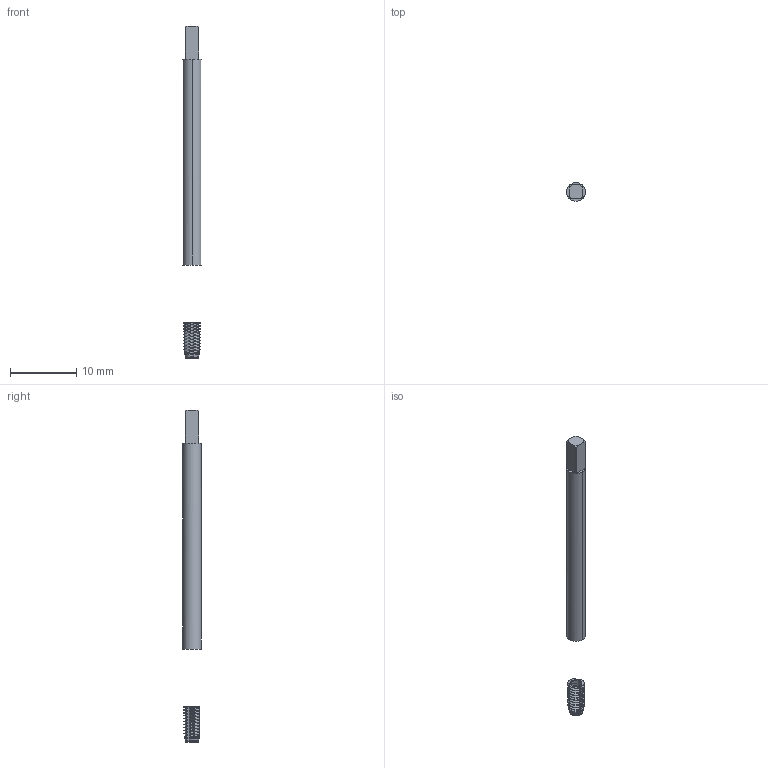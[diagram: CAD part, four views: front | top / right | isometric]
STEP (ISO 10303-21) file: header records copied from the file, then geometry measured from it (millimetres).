
FILE_DESCRIPTION(('no description'),'unknown implementation level');
FILE_NAME('solid47YGCy0VpUxrSQmtGv_gy0VDyoI_1.STP',' ',('CIM GmbH Aachen'),('CADClick - KiM GmbH - www.kimweb.de'),'unknown preprocess','ACIS','unknown authorization');
FILE_SCHEMA(('automotive_design'));
Length unit declared in the file: millimetre
Products named in the file (2): 1; 2
Bounding box: 2.8 x 2.8 x 50 mm (x, y, z)
Volume: 218.3 mm3; surface area: 413.3 mm2
Topology: 2 solids, 2 shells, 269 faces, 747 edges, 481 vertices
Faces by surface type: cone 138, cylinder 115, plane 16
Entity records: 18412 total; most frequent: CARTESIAN_POINT 3288, STYLED_ITEM 1499, PRESENTATION_STYLE_ASSIGNMENT 1499, COLOUR_RGB 1499, ORIENTED_EDGE 1494, DIRECTION 1408, EDGE_CURVE 747, CURVE_STYLE 747
